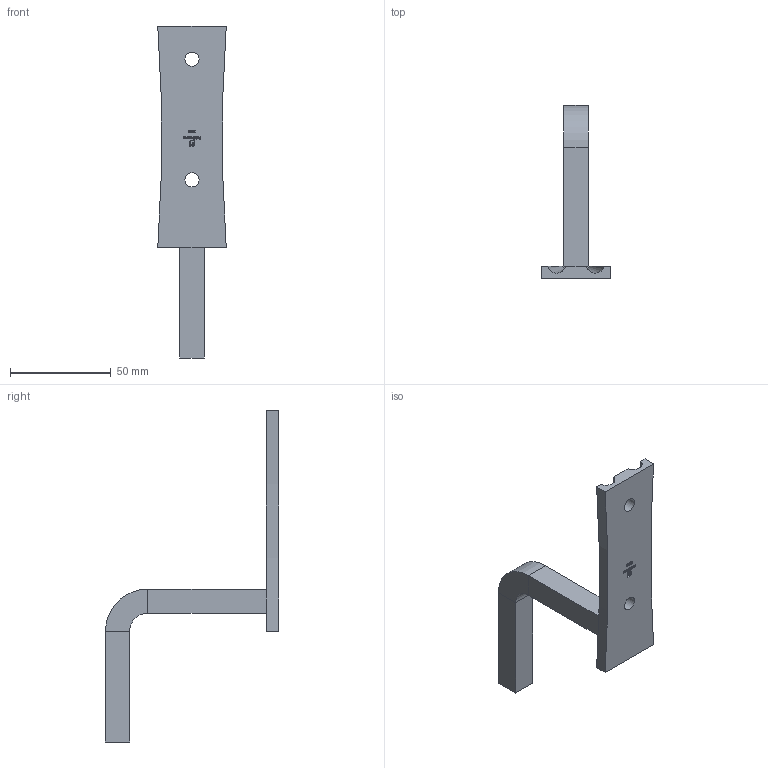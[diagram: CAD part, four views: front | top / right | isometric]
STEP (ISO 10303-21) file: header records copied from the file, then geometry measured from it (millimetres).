
FILE_DESCRIPTION (( 'STEP AP203' ), '1' );
FILE_NAME ('2501.STEP', '2024-08-14T06:46:33', ( '' ), ( '' ), 'SwSTEP 2.0', 'SolidWorks 2018', '' );
FILE_SCHEMA (( 'CONFIG_CONTROL_DESIGN' ));
Length unit declared in the file: millimetre
Products named in the file (1): 2501
Bounding box: 34 x 86 x 165 mm (x, y, z)
Volume: 38962.4 mm3; surface area: 15497.5 mm2
Topology: 1 solids, 1 shells, 227 faces, 613 edges, 406 vertices
Faces by surface type: plane 126, bspline 91, cylinder 6, cone 4
Full cylindrical faces by diameter (mm): 7 x2
Entity records: 11372 total; most frequent: CARTESIAN_POINT 6220, ORIENTED_EDGE 1222, DIRECTION 709, EDGE_CURVE 611, LINE 407, VECTOR 407, VERTEX_POINT 406, EDGE_LOOP 251
